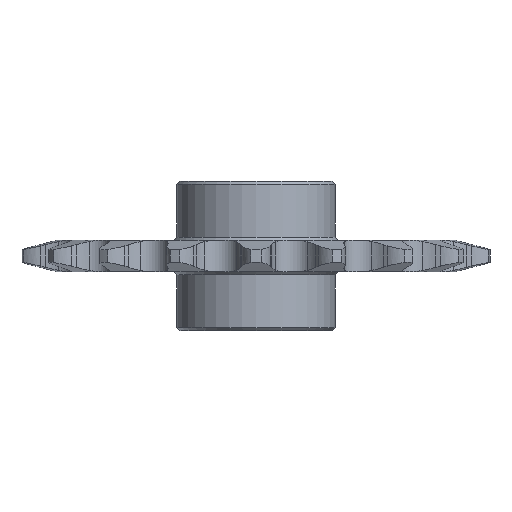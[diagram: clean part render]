
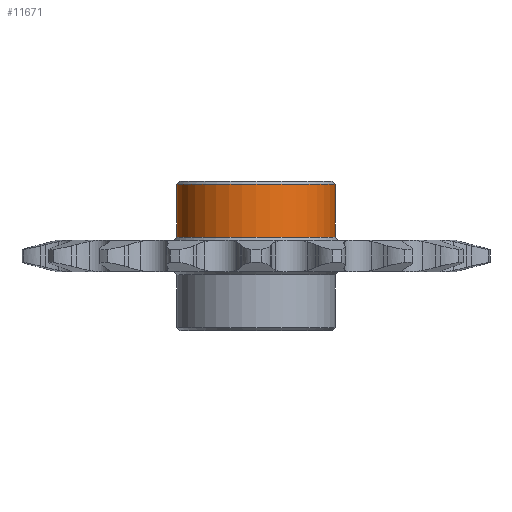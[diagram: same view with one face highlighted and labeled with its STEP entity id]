
A CAD part, front view. The second image highlights one B-rep face of the part: STEP entity #11671.
In plain terms, the highlighted cylindrical face has radius 6.668 mm (diameter 13.335 mm), a partial arc.
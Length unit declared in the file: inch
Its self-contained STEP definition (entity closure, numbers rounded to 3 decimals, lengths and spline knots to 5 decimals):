
#1108 = CARTESIAN_POINT ( 'NONE',  ( 0., 0., 0.2375 ) ) ;
#1367 = ORIENTED_EDGE ( 'NONE', *, *, #3619, .T. ) ;
#1416 = VECTOR ( 'NONE', #13429, 39.37008 ) ;
#1438 = DIRECTION ( 'NONE',  ( 0., 0., 1. ) ) ;
#1719 = CARTESIAN_POINT ( 'NONE',  ( 0., 0., 0.2475 ) ) ;
#1904 = CYLINDRICAL_SURFACE ( 'NONE', #12659, 0.2625 ) ;
#2296 = CIRCLE ( 'NONE', #10306, 0.2625 ) ;
#2682 = DIRECTION ( 'NONE',  ( 1., 0., 0. ) ) ;
#3232 = CIRCLE ( 'NONE', #9547, 0.2625 ) ;
#3612 = DIRECTION ( 'NONE',  ( 1., 0., 0. ) ) ;
#3619 = EDGE_CURVE ( 'NONE', #7438, #13456, #2296, .T. ) ;
#4455 = ORIENTED_EDGE ( 'NONE', *, *, #12453, .F. ) ;
#4761 = EDGE_CURVE ( 'NONE', #5213, #7438, #13257, .T. ) ;
#5213 = VERTEX_POINT ( 'NONE', #16755 ) ;
#6396 = EDGE_LOOP ( 'NONE', ( #4455, #8297, #16527, #1367 ) ) ;
#7196 = DIRECTION ( 'NONE',  ( -1., 0., 0. ) ) ;
#7438 = VERTEX_POINT ( 'NONE', #13551 ) ;
#8297 = ORIENTED_EDGE ( 'NONE', *, *, #12255, .T. ) ;
#8691 = VECTOR ( 'NONE', #15570, 39.37008 ) ;
#8885 = CARTESIAN_POINT ( 'NONE',  ( 0.2625, 0., 0.2475 ) ) ;
#9547 = AXIS2_PLACEMENT_3D ( 'NONE', #1108, #11773, #3612 ) ;
#9964 = DIRECTION ( 'NONE',  ( 0., 0., -1. ) ) ;
#10025 = CARTESIAN_POINT ( 'NONE',  ( 0.2625, 0., 0.0625 ) ) ;
#10306 = AXIS2_PLACEMENT_3D ( 'NONE', #17523, #1438, #2682 ) ;
#11196 = VERTEX_POINT ( 'NONE', #16041 ) ;
#11671 = ADVANCED_FACE ( 'NONE', ( #15308 ), #1904, .T. ) ;
#11773 = DIRECTION ( 'NONE',  ( 0., 0., -1. ) ) ;
#12255 = EDGE_CURVE ( 'NONE', #11196, #5213, #3232, .T. ) ;
#12453 = EDGE_CURVE ( 'NONE', #11196, #13456, #15390, .T. ) ;
#12659 = AXIS2_PLACEMENT_3D ( 'NONE', #1719, #9964, #7196 ) ;
#13257 = LINE ( 'NONE', #16087, #1416 ) ;
#13429 = DIRECTION ( 'NONE',  ( 0., 0., -1. ) ) ;
#13456 = VERTEX_POINT ( 'NONE', #10025 ) ;
#13551 = CARTESIAN_POINT ( 'NONE',  ( -0.2625, 0., 0.0625 ) ) ;
#15308 = FACE_OUTER_BOUND ( 'NONE', #6396, .T. ) ;
#15390 = LINE ( 'NONE', #8885, #8691 ) ;
#15570 = DIRECTION ( 'NONE',  ( 0., 0., -1. ) ) ;
#16041 = CARTESIAN_POINT ( 'NONE',  ( 0.2625, 0., 0.2375 ) ) ;
#16087 = CARTESIAN_POINT ( 'NONE',  ( -0.2625, 0., 0.2475 ) ) ;
#16527 = ORIENTED_EDGE ( 'NONE', *, *, #4761, .T. ) ;
#16755 = CARTESIAN_POINT ( 'NONE',  ( -0.2625, 0., 0.2375 ) ) ;
#17523 = CARTESIAN_POINT ( 'NONE',  ( 0., 0., 0.0625 ) ) ;
